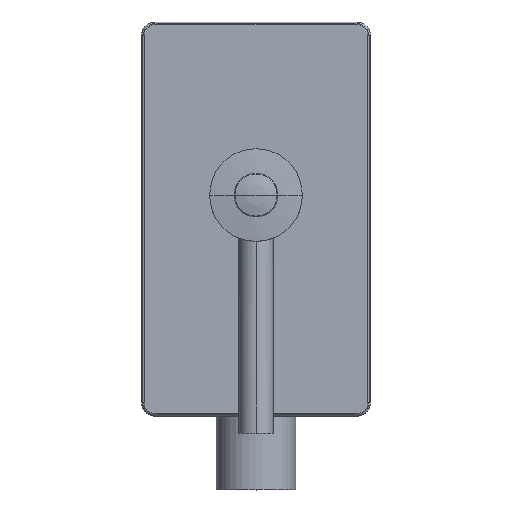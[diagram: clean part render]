
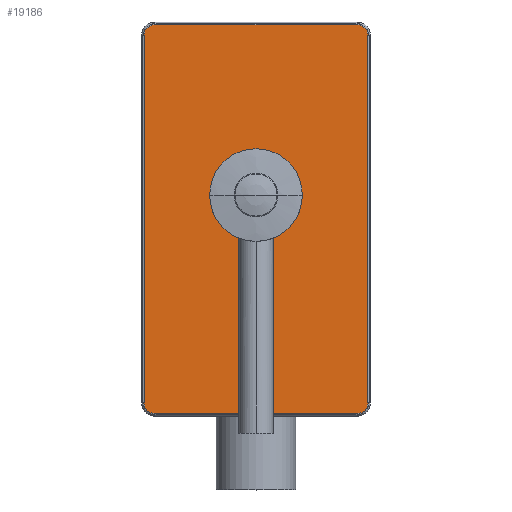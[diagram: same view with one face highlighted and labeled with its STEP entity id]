
A CAD part, top view. The second image highlights one B-rep face of the part: STEP entity #19186.
In plain terms, the highlighted planar face has unit normal (0, 0, 1).
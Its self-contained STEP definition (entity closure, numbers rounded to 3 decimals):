
#18622=CARTESIAN_POINT('',(0.,9.,5.));
#18623=DIRECTION('',(0.,0.,-1.));
#18624=DIRECTION('',(1.,0.,0.));
#18625=AXIS2_PLACEMENT_3D('',#18622,#18623,#18624);
#18630=CARTESIAN_POINT('',(0.,9.,5.));
#18631=DIRECTION('',(0.,0.,-1.));
#18632=DIRECTION('',(-1.,0.,0.));
#18633=AXIS2_PLACEMENT_3D('',#18630,#18631,#18632);
#18638=CARTESIAN_POINT('',(-38.25,69.5,5.));
#18639=DIRECTION('',(0.,0.,1.));
#18640=DIRECTION('',(0.,1.,0.));
#18641=AXIS2_PLACEMENT_3D('',#18638,#18639,#18640);
#18646=DIRECTION('',(-1.,0.,0.));
#18647=VECTOR('',#18646,76.5);
#18648=CARTESIAN_POINT('',(38.25,73.5,5.));
#18649=LINE('',#18648,#18647);
#18653=CARTESIAN_POINT('',(38.25,69.5,5.));
#18654=DIRECTION('',(0.,0.,1.));
#18655=DIRECTION('',(1.,0.,0.));
#18656=AXIS2_PLACEMENT_3D('',#18653,#18654,#18655);
#18661=DIRECTION('',(0.,1.,0.));
#18662=VECTOR('',#18661,139.);
#18663=CARTESIAN_POINT('',(42.25,-69.5,5.));
#18664=LINE('',#18663,#18662);
#18668=CARTESIAN_POINT('',(38.25,-69.5,5.));
#18669=DIRECTION('',(0.,0.,1.));
#18670=DIRECTION('',(0.,-1.,0.));
#18671=AXIS2_PLACEMENT_3D('',#18668,#18669,#18670);
#18676=DIRECTION('',(1.,0.,0.));
#18677=VECTOR('',#18676,76.5);
#18678=CARTESIAN_POINT('',(-38.25,-73.5,5.));
#18679=LINE('',#18678,#18677);
#18683=CARTESIAN_POINT('',(-38.25,-69.5,5.));
#18684=DIRECTION('',(0.,0.,1.));
#18685=DIRECTION('',(-1.,0.,0.));
#18686=AXIS2_PLACEMENT_3D('',#18683,#18684,#18685);
#18691=DIRECTION('',(0.,-1.,0.));
#18692=VECTOR('',#18691,139.);
#18693=CARTESIAN_POINT('',(-42.25,69.5,5.));
#18694=LINE('',#18693,#18692);
#18944=CARTESIAN_POINT('',(13.9,9.,5.));
#18945=CARTESIAN_POINT('',(-13.9,9.,5.));
#18946=VERTEX_POINT('',#18944);
#18947=VERTEX_POINT('',#18945);
#19000=CARTESIAN_POINT('',(-38.25,73.5,5.));
#19001=CARTESIAN_POINT('',(-42.25,69.5,5.));
#19002=VERTEX_POINT('',#19000);
#19003=VERTEX_POINT('',#19001);
#19008=CARTESIAN_POINT('',(-42.25,-69.5,5.));
#19009=VERTEX_POINT('',#19008);
#19012=CARTESIAN_POINT('',(-38.25,-73.5,5.));
#19013=VERTEX_POINT('',#19012);
#19016=CARTESIAN_POINT('',(38.25,-73.5,5.));
#19017=VERTEX_POINT('',#19016);
#19020=CARTESIAN_POINT('',(42.25,-69.5,5.));
#19021=VERTEX_POINT('',#19020);
#19024=CARTESIAN_POINT('',(42.25,69.5,5.));
#19025=VERTEX_POINT('',#19024);
#19028=CARTESIAN_POINT('',(38.25,73.5,5.));
#19029=VERTEX_POINT('',#19028);
#19159=CARTESIAN_POINT('',(0.,0.,5.));
#19160=DIRECTION('',(0.,0.,1.));
#19161=DIRECTION('',(1.,0.,0.));
#19162=AXIS2_PLACEMENT_3D('',#19159,#19160,#19161);
#19163=PLANE('',#19162);
#19165=ORIENTED_EDGE('',*,*,#19164,.F.);
#19167=ORIENTED_EDGE('',*,*,#19166,.F.);
#19169=ORIENTED_EDGE('',*,*,#19168,.F.);
#19171=ORIENTED_EDGE('',*,*,#19170,.F.);
#19173=ORIENTED_EDGE('',*,*,#19172,.F.);
#19175=ORIENTED_EDGE('',*,*,#19174,.F.);
#19177=ORIENTED_EDGE('',*,*,#19176,.F.);
#19179=ORIENTED_EDGE('',*,*,#19178,.F.);
#19180=EDGE_LOOP('',(#19165,#19167,#19169,#19171,#19173,#19175,#19177,#19179));
#19181=FACE_OUTER_BOUND('',#19180,.F.);
#19182=ORIENTED_EDGE('',*,*,#19139,.F.);
#19183=ORIENTED_EDGE('',*,*,#19153,.F.);
#19184=EDGE_LOOP('',(#19182,#19183));
#19185=FACE_BOUND('',#19184,.F.);
#19186=ADVANCED_FACE('',(#19181,#19185),#19163,.T.);
#18626=CIRCLE('',#18625,13.9);
#18634=CIRCLE('',#18633,13.9);
#18642=CIRCLE('',#18641,4.);
#18657=CIRCLE('',#18656,4.);
#18672=CIRCLE('',#18671,4.);
#18687=CIRCLE('',#18686,4.);
#19139=EDGE_CURVE('',#18946,#18947,#18626,.T.);
#19153=EDGE_CURVE('',#18947,#18946,#18634,.T.);
#19164=EDGE_CURVE('',#19002,#19003,#18642,.T.);
#19166=EDGE_CURVE('',#19029,#19002,#18649,.T.);
#19168=EDGE_CURVE('',#19025,#19029,#18657,.T.);
#19170=EDGE_CURVE('',#19021,#19025,#18664,.T.);
#19172=EDGE_CURVE('',#19017,#19021,#18672,.T.);
#19174=EDGE_CURVE('',#19013,#19017,#18679,.T.);
#19176=EDGE_CURVE('',#19009,#19013,#18687,.T.);
#19178=EDGE_CURVE('',#19003,#19009,#18694,.T.);
